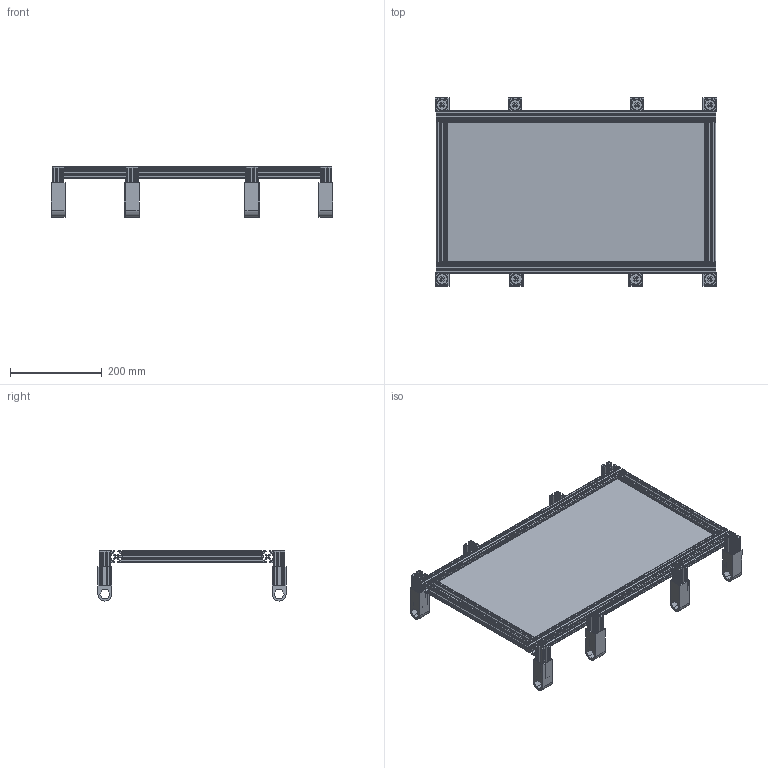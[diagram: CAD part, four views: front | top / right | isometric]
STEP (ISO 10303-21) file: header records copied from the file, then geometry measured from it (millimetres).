
FILE_DESCRIPTION(/* description */ (''),/* implementation_level */ '2;1');
FILE_NAME(/* name */ 'Base.step',/* time_stamp */ '2022-12-04T02:54:31-08:00',/* author */ (''),/* organization */ (''),/* preprocessor_version */ 'ST-DEVELOPER v19.2',/* originating_system */ 'Autodesk Translation Framework v11.17.0.187',/* authorisation */ '');
FILE_SCHEMA (('AUTOMOTIVE_DESIGN { 1 0 10303 214 3 1 1 }'));
Length unit declared in the file: inch
Products named in the file (12): Base; 24" 47065T411_T-Slotted Framing (1); 12" 47065T411_T-Slotted Framing (1) (1) (1); Board; Jeager MK1-0002; 3" 47065T411_T-Slotted Framing (1) (1) (1) (1); 3" 47065T411_T-Slotted Framing (1) (1) (1) (1) (1); Jeager MK1-0002 (1); Jeager MK1-0002(Mirror); 3" 47065T411_T-Slotted Framing (1) (1) (1) (1)(Mirror); Jeager MK1-0002 (1)(Mirror); 3" 47065T411_T-Slotted Framing (1) (1) (1) (1) (1)(Mirror)
Assembly tree (21 placements, depth 2):
  Base
    24" 47065T411_T-Slotted Framing (1)  x2
    12" 47065T411_T-Slotted Framing (1) (1) (1)  x2
    Board
    Jeager MK1-0002  x2
    3" 47065T411_T-Slotted Framing (1) (1) (1) (1)  x2
    Jeager MK1-0002 (1)  x2
    3" 47065T411_T-Slotted Framing (1) (1) (1) (1) (1)  x2
    Jeager MK1-0002(Mirror)  x2
    3" 47065T411_T-Slotted Framing (1) (1) (1) (1)(Mirror)  x2
    Jeager MK1-0002 (1)(Mirror)  x2
    3" 47065T411_T-Slotted Framing (1) (1) (1) (1) (1)(Mirror)  x2
Bounding box: 614.2 x 410.28 x 109.2 mm (x, y, z)
Volume: 1833520.8 mm3; surface area: 1047129.8 mm2
Topology: 21 solids, 21 shells, 1330 faces, 3840 edges, 2560 vertices
Faces by surface type: plane 686, cylinder 644
Full cylindrical faces by diameter (mm): 5.207 x12
Entity records: 22612 total; most frequent: DIRECTION 3974, CARTESIAN_POINT 3912, ORIENTED_EDGE 3852, EDGE_CURVE 1926, AXIS2_PLACEMENT_3D 1346, VERTEX_POINT 1284, LINE 1282, VECTOR 1282
